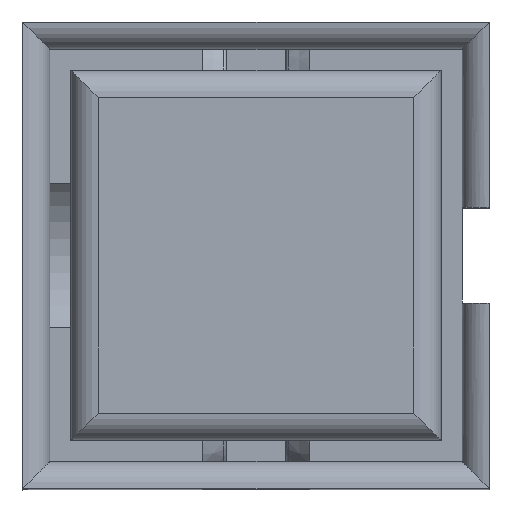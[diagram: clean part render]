
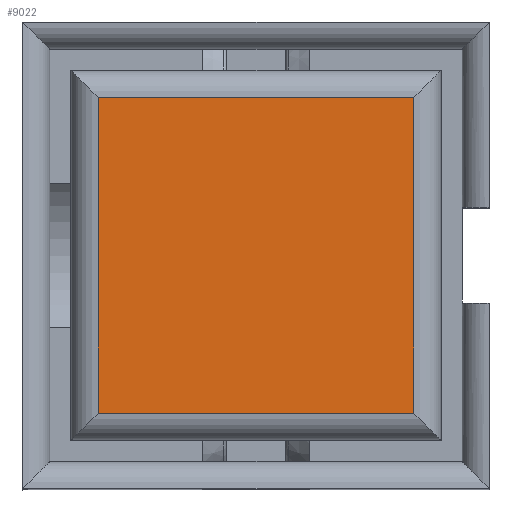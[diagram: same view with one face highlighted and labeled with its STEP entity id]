
A CAD part, top view. The second image highlights one B-rep face of the part: STEP entity #9022.
In plain terms, the highlighted planar face has unit normal (0, 0, 1).
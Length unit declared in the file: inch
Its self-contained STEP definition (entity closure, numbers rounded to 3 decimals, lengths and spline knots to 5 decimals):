
#185=PLANE('',#9680);
#576=FACE_OUTER_BOUND('',#1081,.T.);
#1081=EDGE_LOOP('',(#6794,#6795,#6796,#6797));
#2446=LINE('',#19965,#2990);
#2448=LINE('',#19973,#2992);
#2450=LINE('',#19979,#2994);
#2453=LINE('',#19985,#2997);
#2990=VECTOR('',#10974,0.3937);
#2992=VECTOR('',#10982,0.3937);
#2994=VECTOR('',#10988,0.3937);
#2997=VECTOR('',#10995,0.3937);
#3889=VERTEX_POINT('',#19963);
#3890=VERTEX_POINT('',#19964);
#3893=VERTEX_POINT('',#19972);
#3895=VERTEX_POINT('',#19978);
#5059=EDGE_CURVE('',#3889,#3890,#2446,.T.);
#5063=EDGE_CURVE('',#3890,#3893,#2448,.T.);
#5066=EDGE_CURVE('',#3893,#3895,#2450,.T.);
#5070=EDGE_CURVE('',#3895,#3889,#2453,.T.);
#6794=ORIENTED_EDGE('',*,*,#5059,.F.);
#6795=ORIENTED_EDGE('',*,*,#5070,.F.);
#6796=ORIENTED_EDGE('',*,*,#5066,.F.);
#6797=ORIENTED_EDGE('',*,*,#5063,.F.);
#9022=ADVANCED_FACE('',(#576),#185,.T.);
#9680=AXIS2_PLACEMENT_3D('',#20078,#11009,#11010);
#10974=DIRECTION('',(-1.,0.,0.));
#10982=DIRECTION('',(0.,1.,0.));
#10988=DIRECTION('',(1.,0.,0.));
#10995=DIRECTION('',(0.,-1.,0.));
#11009=DIRECTION('center_axis',(0.,0.,1.));
#11010=DIRECTION('ref_axis',(1.,0.,0.));
#19963=CARTESIAN_POINT('',(0.58,-0.58,3.25));
#19964=CARTESIAN_POINT('',(-0.58,-0.58,3.25));
#19965=CARTESIAN_POINT('',(-0.34,-0.58,3.25));
#19972=CARTESIAN_POINT('',(-0.58,0.58,3.25));
#19973=CARTESIAN_POINT('',(-0.58,0.34,3.25));
#19978=CARTESIAN_POINT('',(0.58,0.58,3.25));
#19979=CARTESIAN_POINT('',(0.34,0.58,3.25));
#19985=CARTESIAN_POINT('',(0.58,-0.34,3.25));
#20078=CARTESIAN_POINT('Origin',(0.,0.,
3.25));
